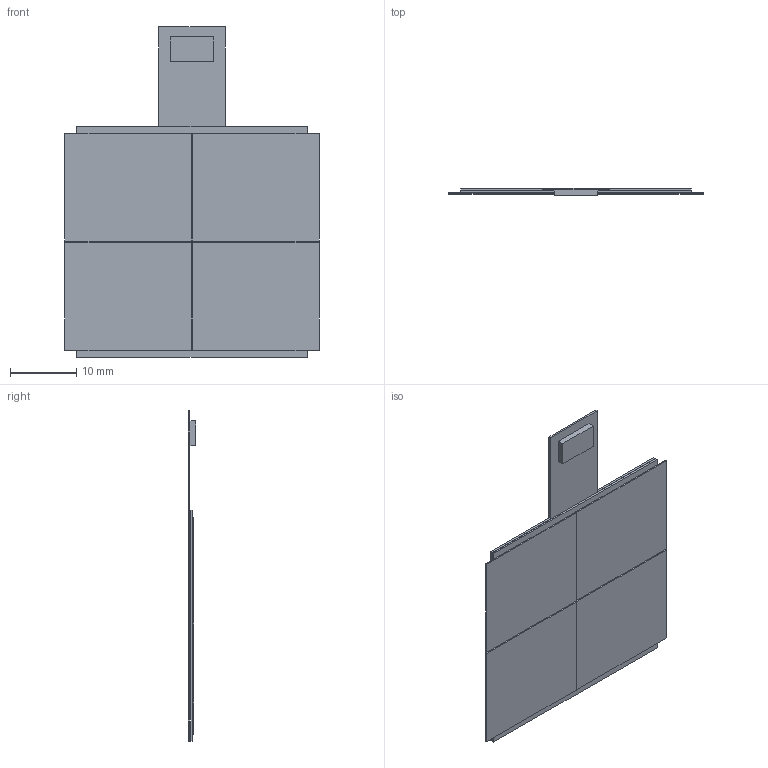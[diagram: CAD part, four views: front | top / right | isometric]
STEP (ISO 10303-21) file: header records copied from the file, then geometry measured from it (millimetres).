
FILE_DESCRIPTION (( 'STEP AP203' ), '1' );
FILE_NAME ('4 Chip Module Assembly.STEP', '2008-04-08T17:54:21', ( 'Steve Dardin' ), ( 'LBNL' ), 'SwSTEP 2.0', 'SolidWorks 2007', '' );
FILE_SCHEMA (( 'CONFIG_CONTROL_DESIGN' ));
Length unit declared in the file: millimetre
Products named in the file (4): 4 Chip Module Assembly; 4 Chip Module Chips; 4 Chip Module Kapton Hybrid; 4 Chip Module Sensors
Assembly tree (3 placements, depth 2):
  4 Chip Module Assembly
    4 Chip Module Kapton Hybrid
    4 Chip Module Chips
    4 Chip Module Sensors
Bounding box: 38.4 x 1.19 x 49.85 mm (x, y, z)
Volume: 995.1 mm3; surface area: 7815.8 mm2
Topology: 6 solids, 6 shells, 45 faces, 96 edges, 64 vertices
Faces by surface type: plane 45
Entity records: 1598 total; most frequent: CARTESIAN_POINT 211, DIRECTION 198, ORIENTED_EDGE 192, EDGE_CURVE 96, LINE 96, VECTOR 96, VERTEX_POINT 64, AXIS2_PLACEMENT_3D 51
